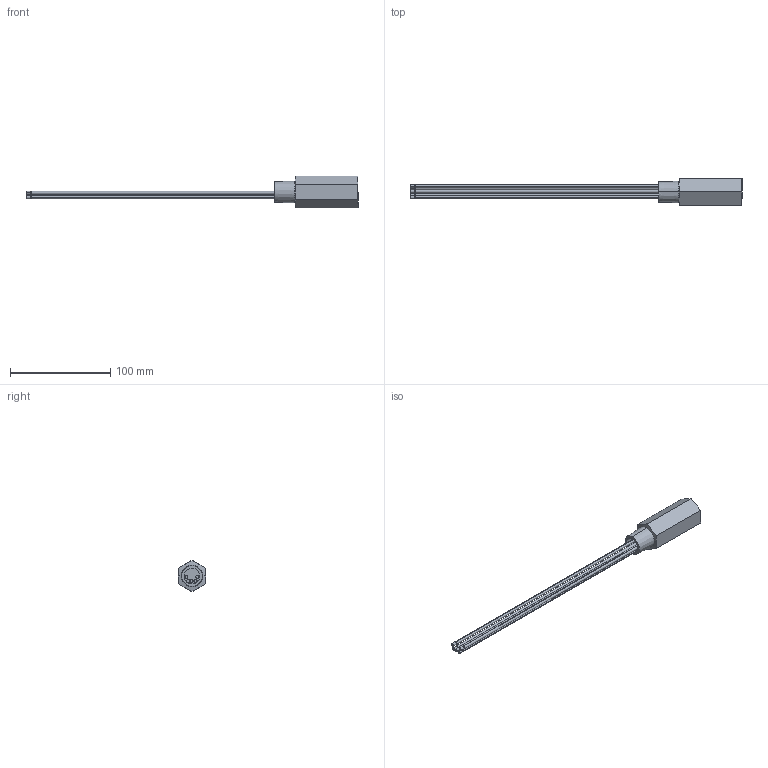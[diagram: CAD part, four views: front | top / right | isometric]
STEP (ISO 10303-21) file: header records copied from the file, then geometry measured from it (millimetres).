
FILE_DESCRIPTION (( 'STEP AP203' ), '1' );
FILE_NAME ('929970.step', '2021-03-03T20:12:27', ( '' ), ( '' ), 'SwSTEP 2.0', 'SolidWorks 2019', '' );
FILE_SCHEMA (( 'CONFIG_CONTROL_DESIGN' ));
Length unit declared in the file: inch
Products named in the file (1): 929970
Bounding box: 331.52 x 27 x 31.18 mm (x, y, z)
Volume: 54349.2 mm3; surface area: 21547.1 mm2
Topology: 1 solids, 1 shells, 61 faces, 135 edges, 90 vertices
Faces by surface type: cylinder 33, plane 24, cone 4
Entity records: 1838 total; most frequent: CARTESIAN_POINT 337, DIRECTION 327, ORIENTED_EDGE 270, AXIS2_PLACEMENT_3D 138, EDGE_CURVE 135, VERTEX_POINT 90, CIRCLE 76, EDGE_LOOP 75
